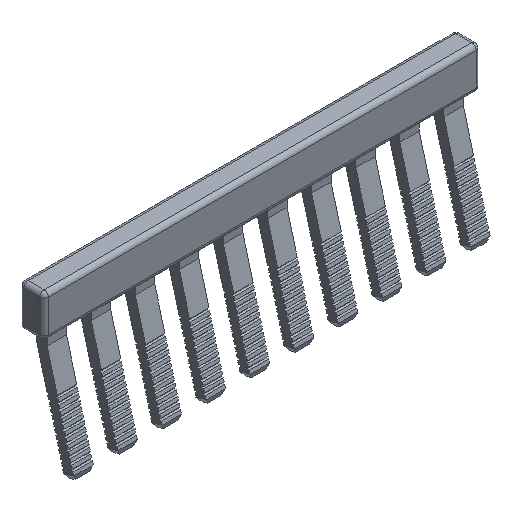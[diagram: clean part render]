
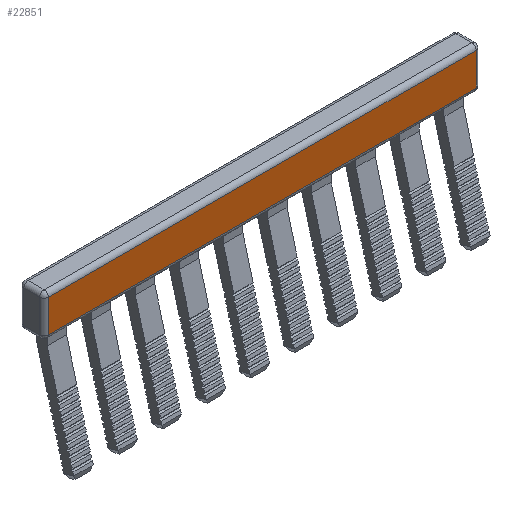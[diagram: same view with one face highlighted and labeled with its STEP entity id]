
A CAD part, isometric view. The second image highlights one B-rep face of the part: STEP entity #22851.
In plain terms, the highlighted planar face has unit normal (0, -1, 0).
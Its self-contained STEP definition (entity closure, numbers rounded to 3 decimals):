
#621 = PLANE ( 'NONE',  #33089 ) ;
#701 = VECTOR ( 'NONE', #17189, 1000. ) ;
#1187 = LINE ( 'NONE', #31947, #24965 ) ;
#2988 = DIRECTION ( 'NONE',  ( 0., -1., 0. ) ) ;
#7023 = VERTEX_POINT ( 'NONE', #9896 ) ;
#7656 = LINE ( 'NONE', #18778, #9647 ) ;
#7706 = EDGE_CURVE ( 'NONE', #35811, #7023, #7656, .T. ) ;
#8072 = VERTEX_POINT ( 'NONE', #18917 ) ;
#9436 = VERTEX_POINT ( 'NONE', #11943 ) ;
#9647 = VECTOR ( 'NONE', #29878, 1000. ) ;
#9896 = CARTESIAN_POINT ( 'NONE',  ( 24.25, 0., -1.85 ) ) ;
#10918 = EDGE_CURVE ( 'NONE', #8072, #9436, #16646, .T. ) ;
#11337 = ORIENTED_EDGE ( 'NONE', *, *, #10918, .T. ) ;
#11479 = CARTESIAN_POINT ( 'NONE',  ( -24.25, 0., -1.85 ) ) ;
#11732 = DIRECTION ( 'NONE',  ( 0., 0., -1. ) ) ;
#11943 = CARTESIAN_POINT ( 'NONE',  ( -24.25, 0., 1.85 ) ) ;
#12306 = DIRECTION ( 'NONE',  ( 0., 0., 1. ) ) ;
#12992 = ORIENTED_EDGE ( 'NONE', *, *, #22630, .T. ) ;
#13862 = ORIENTED_EDGE ( 'NONE', *, *, #19981, .T. ) ;
#14455 = LINE ( 'NONE', #20426, #701 ) ;
#16646 = LINE ( 'NONE', #30476, #22911 ) ;
#17189 = DIRECTION ( 'NONE',  ( 0., 0., -1. ) ) ;
#17378 = FACE_OUTER_BOUND ( 'NONE', #28851, .T. ) ;
#18778 = CARTESIAN_POINT ( 'NONE',  ( -24.5, 0., -1.85 ) ) ;
#18812 = ORIENTED_EDGE ( 'NONE', *, *, #7706, .T. ) ;
#18917 = CARTESIAN_POINT ( 'NONE',  ( 24.25, 0., 1.85 ) ) ;
#19981 = EDGE_CURVE ( 'NONE', #9436, #35811, #14455, .T. ) ;
#20426 = CARTESIAN_POINT ( 'NONE',  ( -24.25, 0., -1.85 ) ) ;
#22280 = DIRECTION ( 'NONE',  ( -1., 0., 0. ) ) ;
#22630 = EDGE_CURVE ( 'NONE', #7023, #8072, #1187, .T. ) ;
#22649 = CARTESIAN_POINT ( 'NONE',  ( -24.5, 0., -1.85 ) ) ;
#22851 = ADVANCED_FACE ( 'NONE', ( #17378 ), #621, .T. ) ;
#22911 = VECTOR ( 'NONE', #22280, 1000. ) ;
#24965 = VECTOR ( 'NONE', #12306, 1000. ) ;
#28851 = EDGE_LOOP ( 'NONE', ( #11337, #13862, #18812, #12992 ) ) ;
#29878 = DIRECTION ( 'NONE',  ( 1., 0., 0. ) ) ;
#30476 = CARTESIAN_POINT ( 'NONE',  ( -24.5, 0., 1.85 ) ) ;
#31947 = CARTESIAN_POINT ( 'NONE',  ( 24.25, 0., -1.85 ) ) ;
#33089 = AXIS2_PLACEMENT_3D ( 'NONE', #22649, #2988, #11732 ) ;
#35811 = VERTEX_POINT ( 'NONE', #11479 ) ;
